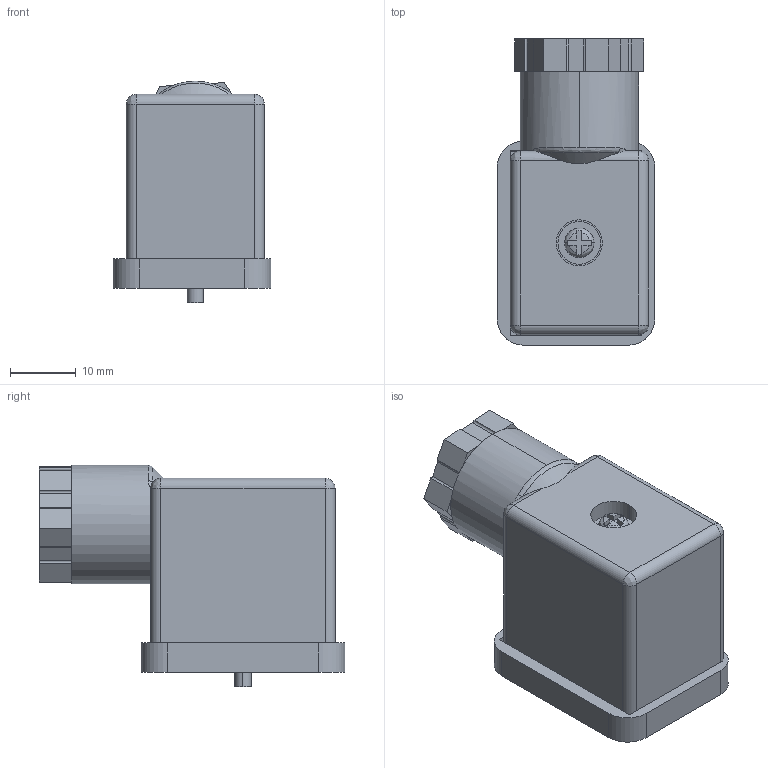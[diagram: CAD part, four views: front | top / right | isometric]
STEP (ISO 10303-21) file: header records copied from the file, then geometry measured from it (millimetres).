
FILE_DESCRIPTION (( 'STEP AP214' ), '1' );
FILE_NAME ('CNT00022_P10.STEP', '2018-09-18T09:53:24', ( '' ), ( '' ), 'SwSTEP 2.0', 'SolidWorks 2018', '' );
FILE_SCHEMA (( 'AUTOMOTIVE_DESIGN' ));
Length unit declared in the file: millimetre
Products named in the file (1): CNT00022_P10
Bounding box: 24 x 46.5 x 33.7 mm (x, y, z)
Surface area: 7401.1 mm2 (no closed solid volume)
Topology: 0 solids, 7 shells, 114 faces, 313 edges, 201 vertices
Faces by surface type: plane 58, cylinder 42, bspline 13, cone 1
Entity records: 5050 total; most frequent: CARTESIAN_POINT 927, DIRECTION 608, ORIENTED_EDGE 568, EDGE_CURVE 307, AXIS2_PLACEMENT_3D 218, VERTEX_POINT 201, VECTOR 172, LINE 172
